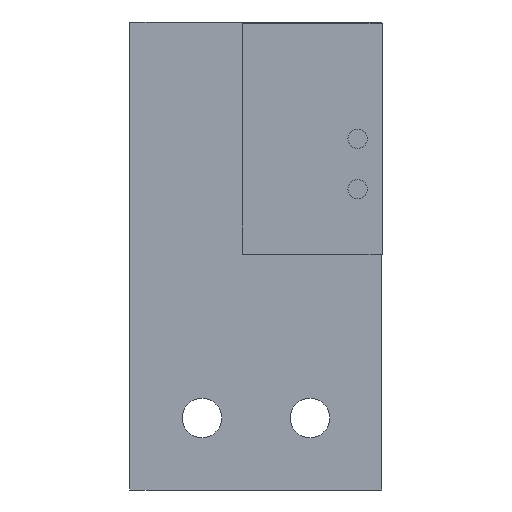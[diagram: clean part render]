
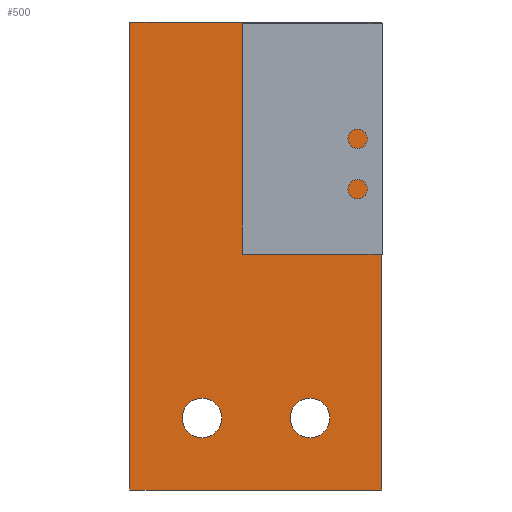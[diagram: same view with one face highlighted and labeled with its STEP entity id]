
A CAD part, left-side view. The second image highlights one B-rep face of the part: STEP entity #500.
In plain terms, the highlighted planar face has unit normal (-1, 0, 0).
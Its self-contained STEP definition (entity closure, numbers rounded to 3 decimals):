
#35=FACE_BOUND('',#99,.T.);
#36=FACE_BOUND('',#100,.T.);
#47=CIRCLE('',#544,2.75);
#48=CIRCLE('',#546,2.75);
#66=FACE_OUTER_BOUND('',#98,.T.);
#98=EDGE_LOOP('',(#401,#402,#403,#404));
#99=EDGE_LOOP('',(#405));
#100=EDGE_LOOP('',(#406));
#126=LINE('',#732,#180);
#140=LINE('',#771,#194);
#142=LINE('',#775,#196);
#144=LINE('',#778,#198);
#180=VECTOR('',#591,10.);
#194=VECTOR('',#633,10.);
#196=VECTOR('',#637,10.);
#198=VECTOR('',#641,10.);
#235=VERTEX_POINT('',#729);
#236=VERTEX_POINT('',#731);
#245=VERTEX_POINT('',#762);
#246=VERTEX_POINT('',#766);
#247=VERTEX_POINT('',#770);
#248=VERTEX_POINT('',#774);
#280=EDGE_CURVE('',#235,#236,#126,.T.);
#297=EDGE_CURVE('',#245,#245,#47,.T.);
#299=EDGE_CURVE('',#246,#246,#48,.T.);
#300=EDGE_CURVE('',#235,#247,#140,.T.);
#302=EDGE_CURVE('',#247,#248,#142,.T.);
#304=EDGE_CURVE('',#236,#248,#144,.T.);
#401=ORIENTED_EDGE('',*,*,#300,.T.);
#402=ORIENTED_EDGE('',*,*,#302,.T.);
#403=ORIENTED_EDGE('',*,*,#304,.F.);
#404=ORIENTED_EDGE('',*,*,#280,.F.);
#405=ORIENTED_EDGE('',*,*,#299,.F.);
#406=ORIENTED_EDGE('',*,*,#297,.F.);
#476=PLANE('',#550);
#500=ADVANCED_FACE('',(#66,#35,#36),#476,.F.);
#544=AXIS2_PLACEMENT_3D('',#764,#624,#625);
#546=AXIS2_PLACEMENT_3D('',#768,#629,#630);
#550=AXIS2_PLACEMENT_3D('',#779,#642,#643);
#591=DIRECTION('',(0.,-1.,0.));
#624=DIRECTION('center_axis',(-1.,0.,0.));
#625=DIRECTION('ref_axis',(0.,1.,0.));
#629=DIRECTION('center_axis',(-1.,0.,0.));
#630=DIRECTION('ref_axis',(0.,1.,0.));
#633=DIRECTION('',(0.,0.,-1.));
#637=DIRECTION('',(0.,-1.,0.));
#641=DIRECTION('',(0.,0.,-1.));
#642=DIRECTION('center_axis',(1.,0.,0.));
#643=DIRECTION('ref_axis',(0.,1.,0.));
#729=CARTESIAN_POINT('',(80.,39.143,55.));
#731=CARTESIAN_POINT('',(80.,4.143,55.));
#732=CARTESIAN_POINT('',(80.,39.143,55.));
#762=CARTESIAN_POINT('',(80.,11.393,0.));
#764=CARTESIAN_POINT('Origin',(80.,14.143,0.));
#766=CARTESIAN_POINT('',(80.,26.393,0.));
#768=CARTESIAN_POINT('Origin',(80.,29.143,0.));
#770=CARTESIAN_POINT('',(80.,39.143,-10.));
#771=CARTESIAN_POINT('',(80.,39.143,10.));
#774=CARTESIAN_POINT('',(80.,4.143,-10.));
#775=CARTESIAN_POINT('',(80.,39.143,-10.));
#778=CARTESIAN_POINT('',(80.,4.143,35.));
#779=CARTESIAN_POINT('Origin',(80.,21.643,-0.125));
